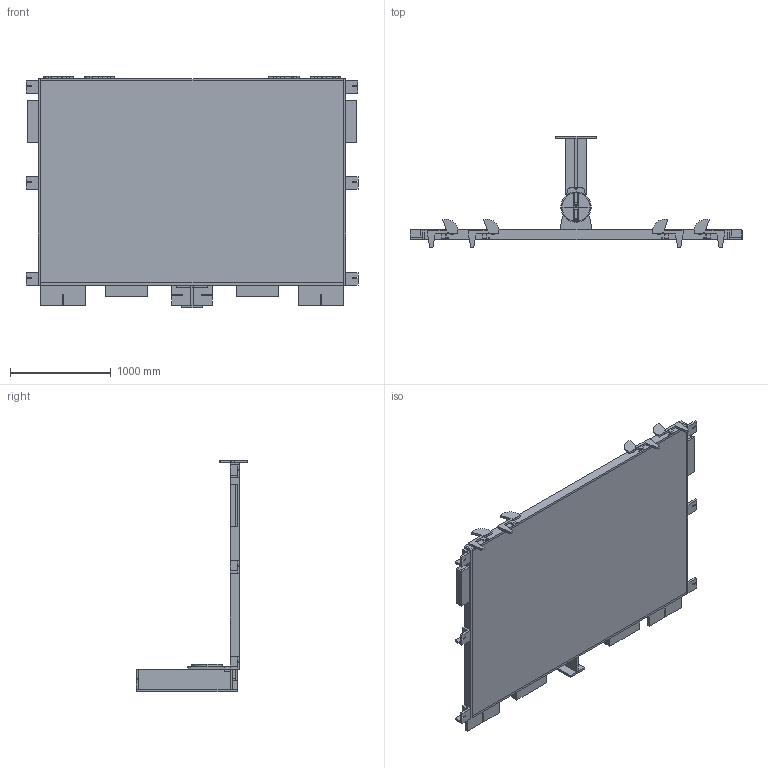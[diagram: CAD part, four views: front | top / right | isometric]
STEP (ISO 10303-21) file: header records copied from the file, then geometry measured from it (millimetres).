
FILE_DESCRIPTION(/* description */ (''),/* implementation_level */ '2;1');
FILE_NAME(/* name */ 'Table2021.step',/* time_stamp */ '2020-11-14T12:56:51+01:00',/* author */ (''),/* organization */ (''),/* preprocessor_version */ 'ST-DEVELOPER v18.1',/* originating_system */ 'Autodesk Translation Framework v9.3.0.1241',/* authorisation */ '');
FILE_SCHEMA (('AUTOMOTIVE_DESIGN { 1 0 10303 214 3 1 1 }'));
Length unit declared in the file: millimetre
Products named in the file (56): Table2020; Rocher; BaseTable; BorderLong; BorderSmall; Ground; Edge Beacon Right; Edge Beacon Left; Edge Beacon Right_1; Edge Beacon Right_2; Edge Beacon Left_1; Edge Beacon Left_2; EdgeBeacons_Base; EdgeBeacons_LargeBorder; EdgeBeacons_SmallBorder; MiddleBeaconTop; MiddleBeaconVertSupport1; MiddleBeaconVertSupport2; Rocher_1; Rocher_2; Rocher_3; Planche Socle; Planche Fond; Planche Gauche; Planche Droite; Cale; ZoneRocheuse; manchonJaune; manchonJaune_1; Taquet; Composant2; Composant3; taquet_1; ROUE_MINI_V3_ASSEMBLAGE; SUPPORT; FLECHE; FIXATION; ROUE_V3; INTERIEUR; COUVERCLE BOTTOM ...
Assembly tree (96 placements, depth 4):
  Table2020
    ZoneRocheuse  x2
    Rocher
      Planche Socle
      Planche Fond
      Planche Gauche
      Planche Droite
      Cale
    BaseTable
      BorderLong  x2
      BorderSmall  x2
      Ground
      Edge Beacon Right
        EdgeBeacons_Base
        EdgeBeacons_SmallBorder
        EdgeBeacons_LargeBorder
      Edge Beacon Left
        EdgeBeacons_Base
        EdgeBeacons_LargeBorder
        EdgeBeacons_SmallBorder
      Edge Beacon Right_1
        EdgeBeacons_Base
        EdgeBeacons_SmallBorder
        EdgeBeacons_LargeBorder
      Edge Beacon Right_2
        EdgeBeacons_Base
        EdgeBeacons_SmallBorder
        EdgeBeacons_LargeBorder
      Edge Beacon Left_1
        EdgeBeacons_Base
        EdgeBeacons_LargeBorder
        EdgeBeacons_SmallBorder
      Edge Beacon Left_2
        EdgeBeacons_Base
        EdgeBeacons_LargeBorder
        EdgeBeacons_SmallBorder
      MiddleBeaconTop
      MiddleBeaconVertSupport1
      MiddleBeaconVertSupport2
    Rocher_1
      Planche Socle
      Planche Fond
      Planche Gauche
      Planche Droite
      Cale
    Rocher_2
      Planche Socle
      Planche Fond
      Planche Gauche
      Planche Droite
      Cale
    Rocher_3
      Planche Socle
      Planche Fond
      Planche Gauche
      Planche Droite
      Cale
    manchonJaune
      Taquet
      Composant2
Bounding box: 3288 x 1105 x 2288 mm (x, y, z)
Volume: 184781237.7 mm3; surface area: 19042399.6 mm2
Topology: 88 solids, 88 shells, 652 faces, 1417 edges, 934 vertices
Faces by surface type: plane 557, cylinder 85, cone 8, bspline 2
Full cylindrical faces by diameter (mm): 2.578 x5, 2.582 x1, 3 x1, 4 x3, 5 x4, 6 x1, 7 x2, 10 x6, 25 x2, 56 x20
Entity records: 13740 total; most frequent: CARTESIAN_POINT 3761, DIRECTION 1885, ORIENTED_EDGE 1582, EDGE_CURVE 791, LINE 647, VECTOR 647, AXIS2_PLACEMENT_3D 619, VERTEX_POINT 520
